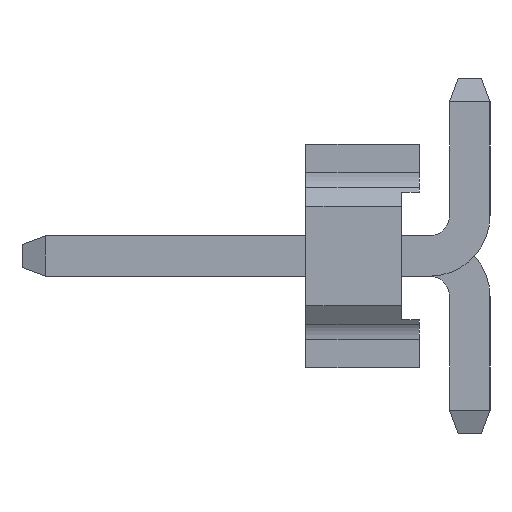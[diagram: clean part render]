
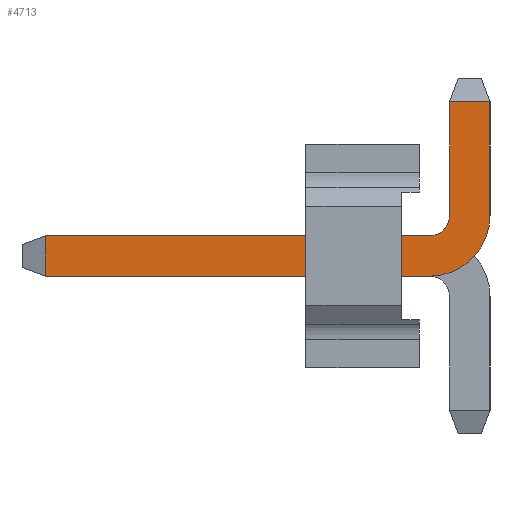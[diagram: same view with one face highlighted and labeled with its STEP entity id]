
A CAD part, left-side view. The second image highlights one B-rep face of the part: STEP entity #4713.
In plain terms, the highlighted planar face has unit normal (-1, 0, 0).
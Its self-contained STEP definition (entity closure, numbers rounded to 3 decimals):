
#4546=CARTESIAN_POINT('',(-0.57,10.55,0.57));
#4547=VERTEX_POINT('',#4546);
#4601=CARTESIAN_POINT('',(-0.57,10.55,-0.57));
#4602=VERTEX_POINT('',#4601);
#4633=CARTESIAN_POINT('',(-0.57,-0.28,-0.57));
#4634=VERTEX_POINT('',#4633);
#4641=CARTESIAN_POINT('',(-0.57,-0.28,-0.57));
#4642=DIRECTION('',(0.,1.,0.));
#4643=VECTOR('',#4642,10.83);
#4644=LINE('',#4641,#4643);
#4645=EDGE_CURVE('',#4634,#4602,#4644,.T.);
#4651=CARTESIAN_POINT('',(-0.57,11.2,0.57));
#4652=DIRECTION('',(0.,0.,-1.));
#4653=DIRECTION('',(-1.,-0.,-0.));
#4654=AXIS2_PLACEMENT_3D('',#4651,#4653,#4652);
#4655=PLANE('',#4654);
#4656=ORIENTED_EDGE('',*,*,#4645,.F.);
#4657=CARTESIAN_POINT('',(-0.57,-1.99,1.14));
#4658=VERTEX_POINT('',#4657);
#4659=CARTESIAN_POINT('',(-0.57,-0.28,1.14));
#4660=DIRECTION('',(0.,0.,-1.));
#4661=DIRECTION('',(-1.,0.,0.));
#4662=AXIS2_PLACEMENT_3D('',#4659,#4661,#4660);
#4663=CIRCLE('',#4662,1.71);
#4664=EDGE_CURVE('',#4634,#4658,#4663,.T.);
#4665=ORIENTED_EDGE('',*,*,#4664,.T.);
#4666=CARTESIAN_POINT('',(-0.57,-1.99,4.35));
#4667=VERTEX_POINT('',#4666);
#4668=CARTESIAN_POINT('',(-0.57,-1.99,1.14));
#4669=DIRECTION('',(0.,0.,1.));
#4670=VECTOR('',#4669,3.21);
#4671=LINE('',#4668,#4670);
#4672=EDGE_CURVE('',#4658,#4667,#4671,.T.);
#4673=ORIENTED_EDGE('',*,*,#4672,.T.);
#4674=CARTESIAN_POINT('',(-0.57,-0.85,4.35));
#4675=VERTEX_POINT('',#4674);
#4676=CARTESIAN_POINT('',(-0.57,-1.99,4.35));
#4677=DIRECTION('',(0.,1.,0.));
#4678=VECTOR('',#4677,1.14);
#4679=LINE('',#4676,#4678);
#4680=EDGE_CURVE('',#4667,#4675,#4679,.T.);
#4681=ORIENTED_EDGE('',*,*,#4680,.T.);
#4682=CARTESIAN_POINT('',(-0.57,-0.85,1.14));
#4683=VERTEX_POINT('',#4682);
#4684=CARTESIAN_POINT('',(-0.57,-0.85,4.35));
#4685=DIRECTION('',(0.,0.,-1.));
#4686=VECTOR('',#4685,3.21);
#4687=LINE('',#4684,#4686);
#4688=EDGE_CURVE('',#4675,#4683,#4687,.T.);
#4689=ORIENTED_EDGE('',*,*,#4688,.T.);
#4690=CARTESIAN_POINT('',(-0.57,-0.28,0.57));
#4691=VERTEX_POINT('',#4690);
#4692=CARTESIAN_POINT('',(-0.57,-0.28,1.14));
#4693=DIRECTION('',(0.,-1.,0.));
#4694=DIRECTION('',(1.,0.,0.));
#4695=AXIS2_PLACEMENT_3D('',#4692,#4694,#4693);
#4696=CIRCLE('',#4695,0.57);
#4697=EDGE_CURVE('',#4683,#4691,#4696,.T.);
#4698=ORIENTED_EDGE('',*,*,#4697,.T.);
#4699=CARTESIAN_POINT('',(-0.57,-0.28,0.57));
#4700=DIRECTION('',(0.,1.,0.));
#4701=VECTOR('',#4700,10.83);
#4702=LINE('',#4699,#4701);
#4703=EDGE_CURVE('',#4691,#4547,#4702,.T.);
#4704=ORIENTED_EDGE('',*,*,#4703,.T.);
#4705=CARTESIAN_POINT('',(-0.57,10.55,0.57));
#4706=DIRECTION('',(0.,0.,-1.));
#4707=VECTOR('',#4706,1.14);
#4708=LINE('',#4705,#4707);
#4709=EDGE_CURVE('',#4547,#4602,#4708,.T.);
#4710=ORIENTED_EDGE('',*,*,#4709,.T.);
#4711=EDGE_LOOP('',(#4656,#4665,#4673,#4681,#4689,#4698,#4704,#4710));
#4712=FACE_OUTER_BOUND('',#4711,.T.);
#4713=ADVANCED_FACE('',(#4712),#4655,.T.);
